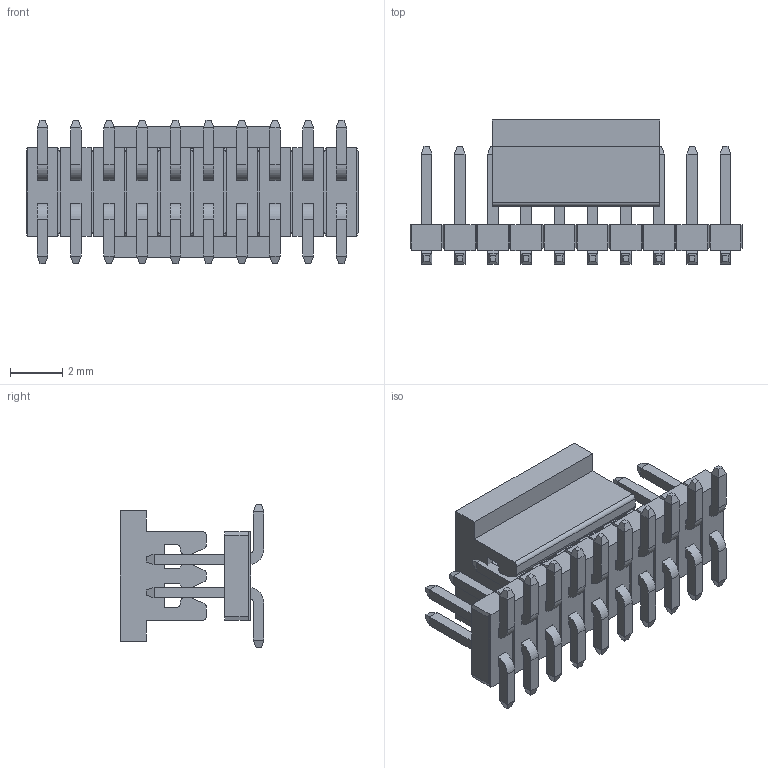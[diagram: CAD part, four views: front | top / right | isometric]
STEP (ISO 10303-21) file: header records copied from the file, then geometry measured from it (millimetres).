
FILE_DESCRIPTION( ('This file contains a STEP AP42 implementation' ,'as created by ZW3D STEP Interface translator.') ,'2;1' );
FILE_NAME( '1310-12XXXXM062XXXX(拸翐).stp' ,'23 315.102620', (''), ('ZWCAD Software Co.'), 'Version 1.0', 'ZW3D to STEP translator', '' );
FILE_SCHEMA(('AUTOMOTIVE_DESIGN { 1 0 10303 214 1 1 1 1 }'));
Length unit declared in the file: millimetre
Products named in the file (2): 0; 1310-1210XXM062XXXX(拸翐)
Bounding box: 12.7 x 5.5 x 5.5 mm (x, y, z)
Volume: 118.8 mm3; surface area: 538.4 mm2
Topology: 22 solids, 22 shells, 672 faces, 1604 edges, 976 vertices
Faces by surface type: plane 618, cylinder 54
Entity records: 19503 total; most frequent: CARTESIAN_POINT 3253, ORIENTED_EDGE 3208, DIRECTION 3058, EDGE_CURVE 1604, VECTOR 1496, LINE 1496, VERTEX_POINT 976, AXIS2_PLACEMENT_3D 781
